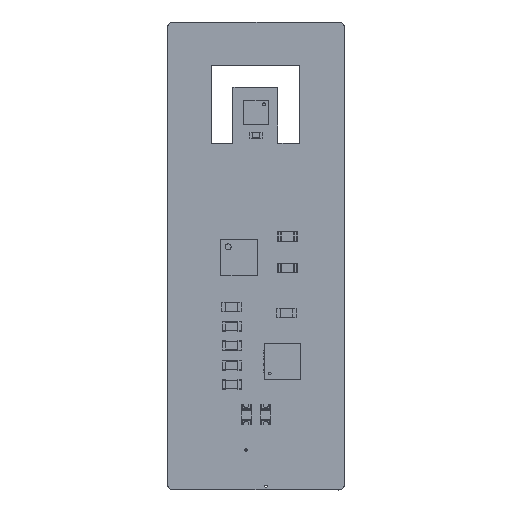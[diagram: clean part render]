
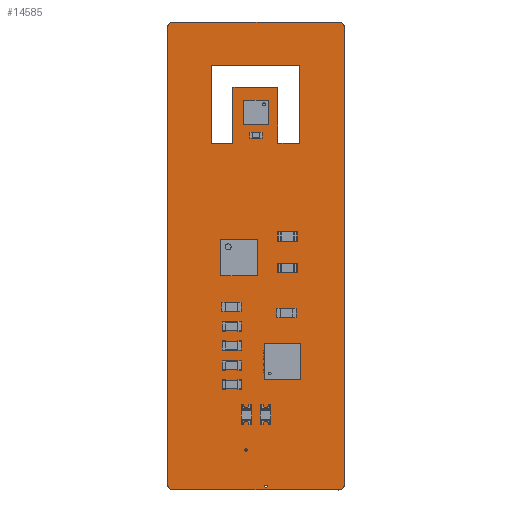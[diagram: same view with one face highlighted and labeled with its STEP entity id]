
A CAD part, top view. The second image highlights one B-rep face of the part: STEP entity #14585.
In plain terms, the highlighted planar face has unit normal (0, 0, 1).
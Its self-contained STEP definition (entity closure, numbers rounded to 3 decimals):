
#14340 = VERTEX_POINT('',#14341);
#14341 = CARTESIAN_POINT('',(6.8,19.3,0.786));
#14347 = EDGE_CURVE('',#14340,#14348,#14350,.T.);
#14348 = VERTEX_POINT('',#14349);
#14349 = CARTESIAN_POINT('',(7.3,18.8,0.786));
#14350 = CIRCLE('',#14351,0.5);
#14351 = AXIS2_PLACEMENT_3D('',#14352,#14353,#14354);
#14352 = CARTESIAN_POINT('',(6.8,18.8,0.786));
#14353 = DIRECTION('',(0.,0.,-1.));
#14354 = DIRECTION('',(0.,1.,0.));
#14382 = VERTEX_POINT('',#14383);
#14383 = CARTESIAN_POINT('',(-6.8,19.3,0.786));
#14389 = EDGE_CURVE('',#14382,#14340,#14390,.T.);
#14390 = LINE('',#14391,#14392);
#14391 = CARTESIAN_POINT('',(-6.8,19.3,0.786));
#14392 = VECTOR('',#14393,1.);
#14393 = DIRECTION('',(1.,0.,0.));
#14411 = EDGE_CURVE('',#14348,#14412,#14414,.T.);
#14412 = VERTEX_POINT('',#14413);
#14413 = CARTESIAN_POINT('',(7.3,-18.8,0.786));
#14414 = LINE('',#14415,#14416);
#14415 = CARTESIAN_POINT('',(7.3,18.8,0.786));
#14416 = VECTOR('',#14417,1.);
#14417 = DIRECTION('',(0.,-1.,0.));
#14585 = ADVANCED_FACE('',(#14586,#14640,#14651,#14662),#14728,.T.);
#14586 = FACE_BOUND('',#14587,.T.);
#14587 = EDGE_LOOP('',(#14588,#14589,#14590,#14599,#14607,#14616,#14624,
    #14632,#14639));
#14588 = ORIENTED_EDGE('',*,*,#14347,.F.);
#14589 = ORIENTED_EDGE('',*,*,#14389,.F.);
#14590 = ORIENTED_EDGE('',*,*,#14591,.F.);
#14591 = EDGE_CURVE('',#14592,#14382,#14594,.T.);
#14592 = VERTEX_POINT('',#14593);
#14593 = CARTESIAN_POINT('',(-7.3,18.8,0.786));
#14594 = CIRCLE('',#14595,0.5);
#14595 = AXIS2_PLACEMENT_3D('',#14596,#14597,#14598);
#14596 = CARTESIAN_POINT('',(-6.8,18.8,0.786));
#14597 = DIRECTION('',(0.,0.,-1.));
#14598 = DIRECTION('',(-1.,0.,0.));
#14599 = ORIENTED_EDGE('',*,*,#14600,.F.);
#14600 = EDGE_CURVE('',#14601,#14592,#14603,.T.);
#14601 = VERTEX_POINT('',#14602);
#14602 = CARTESIAN_POINT('',(-7.3,-18.8,0.786));
#14603 = LINE('',#14604,#14605);
#14604 = CARTESIAN_POINT('',(-7.3,-18.8,0.786));
#14605 = VECTOR('',#14606,1.);
#14606 = DIRECTION('',(0.,1.,0.));
#14607 = ORIENTED_EDGE('',*,*,#14608,.F.);
#14608 = EDGE_CURVE('',#14609,#14601,#14611,.T.);
#14609 = VERTEX_POINT('',#14610);
#14610 = CARTESIAN_POINT('',(-6.8,-19.3,0.786));
#14611 = CIRCLE('',#14612,0.5);
#14612 = AXIS2_PLACEMENT_3D('',#14613,#14614,#14615);
#14613 = CARTESIAN_POINT('',(-6.8,-18.8,0.786));
#14614 = DIRECTION('',(0.,0.,-1.));
#14615 = DIRECTION('',(0.,-1.,-0.));
#14616 = ORIENTED_EDGE('',*,*,#14617,.F.);
#14617 = EDGE_CURVE('',#14618,#14609,#14620,.T.);
#14618 = VERTEX_POINT('',#14619);
#14619 = CARTESIAN_POINT('',(6.8,-19.3,0.786));
#14620 = LINE('',#14621,#14622);
#14621 = CARTESIAN_POINT('',(6.8,-19.3,0.786));
#14622 = VECTOR('',#14623,1.);
#14623 = DIRECTION('',(-1.,0.,0.));
#14624 = ORIENTED_EDGE('',*,*,#14625,.F.);
#14625 = EDGE_CURVE('',#14626,#14618,#14628,.T.);
#14626 = VERTEX_POINT('',#14627);
#14627 = CARTESIAN_POINT('',(6.8,-19.3,0.786));
#14628 = LINE('',#14629,#14630);
#14629 = CARTESIAN_POINT('',(6.8,-19.3,0.786));
#14630 = VECTOR('',#14631,1.);
#14631 = DIRECTION('',(-0.707,0.707,0.));
#14632 = ORIENTED_EDGE('',*,*,#14633,.F.);
#14633 = EDGE_CURVE('',#14412,#14626,#14634,.T.);
#14634 = CIRCLE('',#14635,0.5);
#14635 = AXIS2_PLACEMENT_3D('',#14636,#14637,#14638);
#14636 = CARTESIAN_POINT('',(6.8,-18.8,0.786));
#14637 = DIRECTION('',(0.,0.,-1.));
#14638 = DIRECTION('',(1.,0.,0.));
#14639 = ORIENTED_EDGE('',*,*,#14411,.F.);
#14640 = FACE_BOUND('',#14641,.T.);
#14641 = EDGE_LOOP('',(#14642));
#14642 = ORIENTED_EDGE('',*,*,#14643,.T.);
#14643 = EDGE_CURVE('',#14644,#14644,#14646,.T.);
#14644 = VERTEX_POINT('',#14645);
#14645 = CARTESIAN_POINT('',(-0.827,-16.1,0.786));
#14646 = CIRCLE('',#14647,0.1);
#14647 = AXIS2_PLACEMENT_3D('',#14648,#14649,#14650);
#14648 = CARTESIAN_POINT('',(-0.827,-16.,0.786));
#14649 = DIRECTION('',(-0.,0.,-1.));
#14650 = DIRECTION('',(-0.,-1.,0.));
#14651 = FACE_BOUND('',#14652,.T.);
#14652 = EDGE_LOOP('',(#14653));
#14653 = ORIENTED_EDGE('',*,*,#14654,.T.);
#14654 = EDGE_CURVE('',#14655,#14655,#14657,.T.);
#14655 = VERTEX_POINT('',#14656);
#14656 = CARTESIAN_POINT('',(0.827,-19.1,0.786));
#14657 = CIRCLE('',#14658,0.1);
#14658 = AXIS2_PLACEMENT_3D('',#14659,#14660,#14661);
#14659 = CARTESIAN_POINT('',(0.827,-19.,0.786));
#14660 = DIRECTION('',(-0.,0.,-1.));
#14661 = DIRECTION('',(-0.,-1.,0.));
#14662 = FACE_BOUND('',#14663,.T.);
#14663 = EDGE_LOOP('',(#14664,#14674,#14682,#14690,#14698,#14706,#14714,
    #14722));
#14664 = ORIENTED_EDGE('',*,*,#14665,.F.);
#14665 = EDGE_CURVE('',#14666,#14668,#14670,.T.);
#14666 = VERTEX_POINT('',#14667);
#14667 = CARTESIAN_POINT('',(-3.7,9.3,0.786));
#14668 = VERTEX_POINT('',#14669);
#14669 = CARTESIAN_POINT('',(-1.9,9.3,0.786));
#14670 = LINE('',#14671,#14672);
#14671 = CARTESIAN_POINT('',(-3.7,9.3,0.786));
#14672 = VECTOR('',#14673,1.);
#14673 = DIRECTION('',(1.,0.,0.));
#14674 = ORIENTED_EDGE('',*,*,#14675,.F.);
#14675 = EDGE_CURVE('',#14676,#14666,#14678,.T.);
#14676 = VERTEX_POINT('',#14677);
#14677 = CARTESIAN_POINT('',(-3.7,15.7,0.786));
#14678 = LINE('',#14679,#14680);
#14679 = CARTESIAN_POINT('',(-3.7,15.7,0.786));
#14680 = VECTOR('',#14681,1.);
#14681 = DIRECTION('',(0.,-1.,0.));
#14682 = ORIENTED_EDGE('',*,*,#14683,.F.);
#14683 = EDGE_CURVE('',#14684,#14676,#14686,.T.);
#14684 = VERTEX_POINT('',#14685);
#14685 = CARTESIAN_POINT('',(3.6,15.7,0.786));
#14686 = LINE('',#14687,#14688);
#14687 = CARTESIAN_POINT('',(3.6,15.7,0.786));
#14688 = VECTOR('',#14689,1.);
#14689 = DIRECTION('',(-1.,0.,0.));
#14690 = ORIENTED_EDGE('',*,*,#14691,.F.);
#14691 = EDGE_CURVE('',#14692,#14684,#14694,.T.);
#14692 = VERTEX_POINT('',#14693);
#14693 = CARTESIAN_POINT('',(3.6,9.3,0.786));
#14694 = LINE('',#14695,#14696);
#14695 = CARTESIAN_POINT('',(3.6,9.3,0.786));
#14696 = VECTOR('',#14697,1.);
#14697 = DIRECTION('',(0.,1.,0.));
#14698 = ORIENTED_EDGE('',*,*,#14699,.F.);
#14699 = EDGE_CURVE('',#14700,#14692,#14702,.T.);
#14700 = VERTEX_POINT('',#14701);
#14701 = CARTESIAN_POINT('',(1.8,9.3,0.786));
#14702 = LINE('',#14703,#14704);
#14703 = CARTESIAN_POINT('',(1.8,9.3,0.786));
#14704 = VECTOR('',#14705,1.);
#14705 = DIRECTION('',(1.,0.,0.));
#14706 = ORIENTED_EDGE('',*,*,#14707,.F.);
#14707 = EDGE_CURVE('',#14708,#14700,#14710,.T.);
#14708 = VERTEX_POINT('',#14709);
#14709 = CARTESIAN_POINT('',(1.8,13.9,0.786));
#14710 = LINE('',#14711,#14712);
#14711 = CARTESIAN_POINT('',(1.8,13.9,0.786));
#14712 = VECTOR('',#14713,1.);
#14713 = DIRECTION('',(0.,-1.,0.));
#14714 = ORIENTED_EDGE('',*,*,#14715,.F.);
#14715 = EDGE_CURVE('',#14716,#14708,#14718,.T.);
#14716 = VERTEX_POINT('',#14717);
#14717 = CARTESIAN_POINT('',(-1.9,13.9,0.786));
#14718 = LINE('',#14719,#14720);
#14719 = CARTESIAN_POINT('',(-1.9,13.9,0.786));
#14720 = VECTOR('',#14721,1.);
#14721 = DIRECTION('',(1.,0.,0.));
#14722 = ORIENTED_EDGE('',*,*,#14723,.F.);
#14723 = EDGE_CURVE('',#14668,#14716,#14724,.T.);
#14724 = LINE('',#14725,#14726);
#14725 = CARTESIAN_POINT('',(-1.9,9.3,0.786));
#14726 = VECTOR('',#14727,1.);
#14727 = DIRECTION('',(0.,1.,0.));
#14728 = PLANE('',#14729);
#14729 = AXIS2_PLACEMENT_3D('',#14730,#14731,#14732);
#14730 = CARTESIAN_POINT('',(0.,0.,0.786));
#14731 = DIRECTION('',(0.,0.,1.));
#14732 = DIRECTION('',(1.,0.,-0.));
